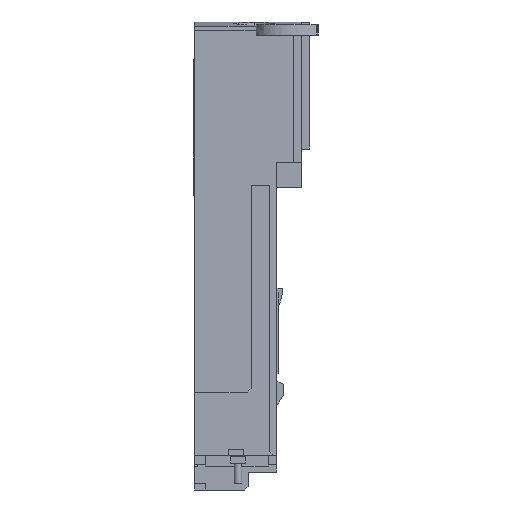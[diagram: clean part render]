
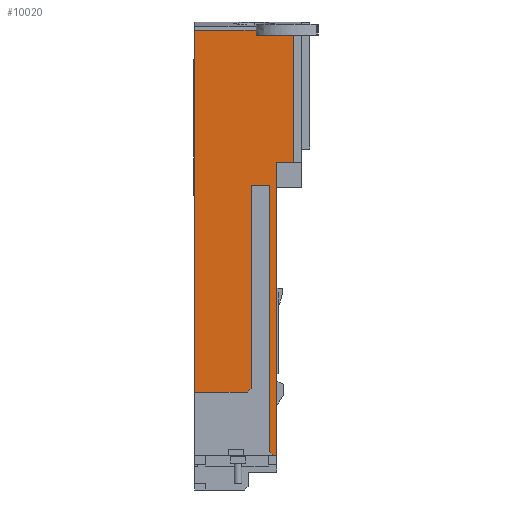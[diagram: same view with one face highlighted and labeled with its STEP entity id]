
A CAD part, left-side view. The second image highlights one B-rep face of the part: STEP entity #10020.
In plain terms, the highlighted planar face has unit normal (-1, 0, 0).
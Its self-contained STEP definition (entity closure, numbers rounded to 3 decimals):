
#3220=DIRECTION('',(0.,1.,0.));
#3221=VECTOR('',#3220,4.848);
#3222=CARTESIAN_POINT('',(0.,2.15,59.1));
#3223=LINE('',#3222,#3221);
#3227=DIRECTION('',(0.,0.,-1.));
#3228=VECTOR('',#3227,16.5);
#3229=CARTESIAN_POINT('',(0.,2.15,59.1));
#3230=LINE('',#3229,#3228);
#3234=DIRECTION('',(0.,1.,0.));
#3235=VECTOR('',#3234,2.15);
#3236=CARTESIAN_POINT('',(0.,2.15,42.6));
#3237=LINE('',#3236,#3235);
#3241=DIRECTION('',(0.,0.,-1.));
#3242=VECTOR('',#3241,38.1);
#3243=CARTESIAN_POINT('',(0.,4.3,42.6));
#3244=LINE('',#3243,#3242);
#3248=DIRECTION('',(0.,1.,0.));
#3249=VECTOR('',#3248,0.45);
#3250=CARTESIAN_POINT('',(0.,4.3,4.5));
#3251=LINE('',#3250,#3249);
#3255=DIRECTION('',(0.,0.707,0.707));
#3256=VECTOR('',#3255,0.707);
#3257=CARTESIAN_POINT('',(0.,4.75,4.5));
#3258=LINE('',#3257,#3256);
#3262=DIRECTION('',(0.,0.,1.));
#3263=VECTOR('',#3262,34.6);
#3264=CARTESIAN_POINT('',(0.,5.25,5.));
#3265=LINE('',#3264,#3263);
#3269=DIRECTION('',(0.,1.,0.));
#3270=VECTOR('',#3269,2.4);
#3271=CARTESIAN_POINT('',(0.,5.25,39.6));
#3272=LINE('',#3271,#3270);
#3276=DIRECTION('',(0.,0.,-1.));
#3277=VECTOR('',#3276,26.4);
#3278=CARTESIAN_POINT('',(0.,7.65,39.6));
#3279=LINE('',#3278,#3277);
#3283=DIRECTION('',(0.,0.707,-0.707));
#3284=VECTOR('',#3283,0.707);
#3285=CARTESIAN_POINT('',(0.,7.65,13.2));
#3286=LINE('',#3285,#3284);
#3290=DIRECTION('',(0.,-1.,0.));
#3291=VECTOR('',#3290,6.85);
#3292=CARTESIAN_POINT('',(0.,15.,12.7));
#3293=LINE('',#3292,#3291);
#3297=DIRECTION('',(0.,0.,1.));
#3298=VECTOR('',#3297,47.);
#3299=CARTESIAN_POINT('',(0.,15.,12.7));
#3300=LINE('',#3299,#3298);
#3304=DIRECTION('',(0.,0.,1.));
#3305=VECTOR('',#3304,0.6);
#3306=CARTESIAN_POINT('',(0.,6.998,59.1));
#3307=LINE('',#3306,#3305);
#5581=DIRECTION('',(0.,1.,0.));
#5582=VECTOR('',#5581,8.002);
#5583=CARTESIAN_POINT('',(0.,6.998,59.7));
#5584=LINE('',#5583,#5582);
#6286=CARTESIAN_POINT('',(0.,15.,59.7));
#6288=VERTEX_POINT('',#6286);
#6298=CARTESIAN_POINT('',(0.,4.3,42.6));
#6299=VERTEX_POINT('',#6298);
#6300=CARTESIAN_POINT('',(0.,4.3,4.5));
#6301=VERTEX_POINT('',#6300);
#6684=CARTESIAN_POINT('',(0.,15.,12.7));
#6685=VERTEX_POINT('',#6684);
#6686=CARTESIAN_POINT('',(0.,4.75,4.5));
#6688=VERTEX_POINT('',#6686);
#6690=CARTESIAN_POINT('',(0.,7.65,13.2));
#6691=CARTESIAN_POINT('',(0.,8.15,12.7));
#6692=VERTEX_POINT('',#6690);
#6693=VERTEX_POINT('',#6691);
#6694=CARTESIAN_POINT('',(0.,5.25,5.));
#6695=VERTEX_POINT('',#6694);
#6696=CARTESIAN_POINT('',(0.,5.25,39.6));
#6697=VERTEX_POINT('',#6696);
#6698=CARTESIAN_POINT('',(0.,7.65,39.6));
#6699=VERTEX_POINT('',#6698);
#6742=CARTESIAN_POINT('',(0.,2.15,42.6));
#6744=VERTEX_POINT('',#6742);
#7142=CARTESIAN_POINT('',(0.,2.15,59.1));
#7143=CARTESIAN_POINT('',(0.,6.998,59.1));
#7144=VERTEX_POINT('',#7142);
#7145=VERTEX_POINT('',#7143);
#7146=CARTESIAN_POINT('',(0.,6.998,59.7));
#7147=VERTEX_POINT('',#7146);
#9989=CARTESIAN_POINT('',(0.,0.,4.5));
#9990=DIRECTION('',(-1.,0.,0.));
#9991=DIRECTION('',(0.,0.,1.));
#9992=AXIS2_PLACEMENT_3D('',#9989,#9990,#9991);
#9993=PLANE('',#9992);
#9995=ORIENTED_EDGE('',*,*,#9994,.F.);
#9997=ORIENTED_EDGE('',*,*,#9996,.T.);
#9999=ORIENTED_EDGE('',*,*,#9998,.T.);
#10001=ORIENTED_EDGE('',*,*,#10000,.T.);
#10002=ORIENTED_EDGE('',*,*,#9747,.T.);
#10004=ORIENTED_EDGE('',*,*,#10003,.T.);
#10006=ORIENTED_EDGE('',*,*,#10005,.T.);
#10008=ORIENTED_EDGE('',*,*,#10007,.T.);
#10010=ORIENTED_EDGE('',*,*,#10009,.T.);
#10012=ORIENTED_EDGE('',*,*,#10011,.T.);
#10013=ORIENTED_EDGE('',*,*,#9981,.F.);
#10014=ORIENTED_EDGE('',*,*,#9122,.T.);
#10016=ORIENTED_EDGE('',*,*,#10015,.F.);
#10017=ORIENTED_EDGE('',*,*,#7848,.F.);
#10018=EDGE_LOOP('',(#9995,#9997,#9999,#10001,#10002,#10004,#10006,#10008,
#10010,#10012,#10013,#10014,#10016,#10017));
#10019=FACE_OUTER_BOUND('',#10018,.F.);
#7848=EDGE_CURVE('',#7145,#7147,#3307,.T.);
#9122=EDGE_CURVE('',#6685,#6288,#3300,.T.);
#9747=EDGE_CURVE('',#6301,#6688,#3251,.T.);
#9981=EDGE_CURVE('',#6685,#6693,#3293,.T.);
#9994=EDGE_CURVE('',#7144,#7145,#3223,.T.);
#9996=EDGE_CURVE('',#7144,#6744,#3230,.T.);
#9998=EDGE_CURVE('',#6744,#6299,#3237,.T.);
#10000=EDGE_CURVE('',#6299,#6301,#3244,.T.);
#10003=EDGE_CURVE('',#6688,#6695,#3258,.T.);
#10005=EDGE_CURVE('',#6695,#6697,#3265,.T.);
#10007=EDGE_CURVE('',#6697,#6699,#3272,.T.);
#10009=EDGE_CURVE('',#6699,#6692,#3279,.T.);
#10011=EDGE_CURVE('',#6692,#6693,#3286,.T.);
#10015=EDGE_CURVE('',#7147,#6288,#5584,.T.);
#10020=ADVANCED_FACE('',(#10019),#9993,.T.);
